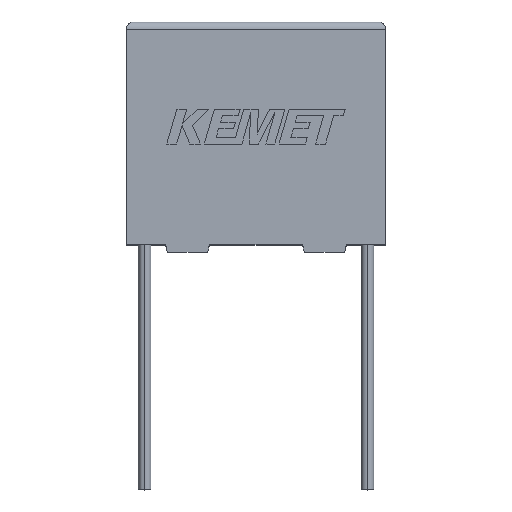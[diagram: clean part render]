
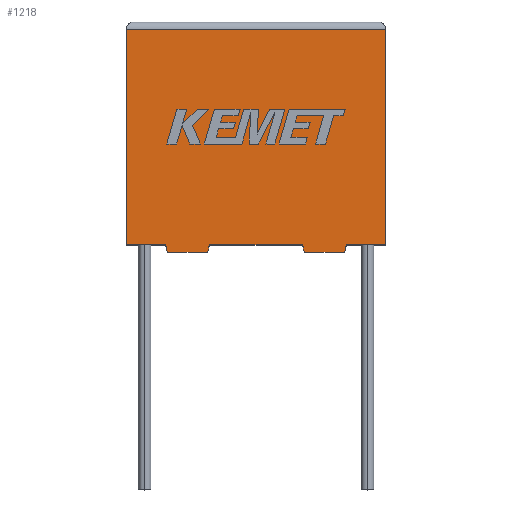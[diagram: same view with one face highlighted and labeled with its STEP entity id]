
A CAD part, top view. The second image highlights one B-rep face of the part: STEP entity #1218.
In plain terms, the highlighted planar face has unit normal (0, 0, 1).
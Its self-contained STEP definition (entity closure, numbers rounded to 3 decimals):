
#25 = CARTESIAN_POINT ( 'NONE',  ( 5.478, -0.5, 9.5 ) ) ;
#49 = PLANE ( 'NONE',  #2763 ) ;
#83 = CARTESIAN_POINT ( 'NONE',  ( 0., 0., 9.5 ) ) ;
#94 = CARTESIAN_POINT ( 'NONE',  ( 2.8, -0.5, 9.5 ) ) ;
#197 = VERTEX_POINT ( 'NONE', #2647 ) ;
#200 = DIRECTION ( 'NONE',  ( 1., 0., 0. ) ) ;
#253 = DIRECTION ( 'NONE',  ( 1., 0., 0. ) ) ;
#260 = VECTOR ( 'NONE', #832, 1000. ) ;
#266 = CARTESIAN_POINT ( 'NONE',  ( 2.65, 0., 9.5 ) ) ;
#278 = LINE ( 'NONE', #25, #3047 ) ;
#282 = LINE ( 'NONE', #1765, #2139 ) ;
#298 = DIRECTION ( 'NONE',  ( -1., 0., 0. ) ) ;
#360 = DIRECTION ( 'NONE',  ( -1., 0., 0. ) ) ;
#363 = CARTESIAN_POINT ( 'NONE',  ( 14.7, -0.5, 9.5 ) ) ;
#386 = CARTESIAN_POINT ( 'NONE',  ( 0., 14.5, 9.5 ) ) ;
#429 = CARTESIAN_POINT ( 'NONE',  ( 11.873, 0., 9.5 ) ) ;
#433 = LINE ( 'NONE', #1632, #3064 ) ;
#436 = CARTESIAN_POINT ( 'NONE',  ( 2.8, -0.5, 9.5 ) ) ;
#453 = ORIENTED_EDGE ( 'NONE', *, *, #620, .T. ) ;
#517 = EDGE_CURVE ( 'NONE', #1521, #2784, #282, .T. ) ;
#529 = EDGE_CURVE ( 'NONE', #2963, #2890, #1754, .T. ) ;
#564 = EDGE_CURVE ( 'NONE', #2374, #2119, #876, .T. ) ;
#620 = EDGE_CURVE ( 'NONE', #3228, #1521, #278, .T. ) ;
#630 = VECTOR ( 'NONE', #1943, 1000. ) ;
#825 = ORIENTED_EDGE ( 'NONE', *, *, #2141, .T. ) ;
#832 = DIRECTION ( 'NONE',  ( -1., 0., 0. ) ) ;
#861 = LINE ( 'NONE', #2183, #630 ) ;
#866 = FACE_OUTER_BOUND ( 'NONE', #2440, .T. ) ;
#876 = LINE ( 'NONE', #1050, #2641 ) ;
#908 = VECTOR ( 'NONE', #2862, 1000. ) ;
#1000 = EDGE_CURVE ( 'NONE', #2159, #2963, #1106, .T. ) ;
#1019 = LINE ( 'NONE', #386, #2122 ) ;
#1050 = CARTESIAN_POINT ( 'NONE',  ( 17.5, 0., 9.5 ) ) ;
#1079 = ORIENTED_EDGE ( 'NONE', *, *, #1722, .T. ) ;
#1100 = CARTESIAN_POINT ( 'NONE',  ( 17.5, 14.5, 9.5 ) ) ;
#1103 = VERTEX_POINT ( 'NONE', #1443 ) ;
#1106 = LINE ( 'NONE', #1470, #1703 ) ;
#1129 = CARTESIAN_POINT ( 'NONE',  ( 14.85, 0., 9.5 ) ) ;
#1217 = DIRECTION ( 'NONE',  ( 1., 0., 0. ) ) ;
#1218 = ADVANCED_FACE ( 'NONE', ( #866 ), #49, .F. ) ;
#1259 = CARTESIAN_POINT ( 'NONE',  ( 2.65, 0., 9.5 ) ) ;
#1278 = ORIENTED_EDGE ( 'NONE', *, *, #529, .T. ) ;
#1290 = DIRECTION ( 'NONE',  ( 0., 1., 0. ) ) ;
#1301 = EDGE_CURVE ( 'NONE', #1103, #2784, #3111, .T. ) ;
#1304 = VECTOR ( 'NONE', #1791, 1000. ) ;
#1325 = LINE ( 'NONE', #2604, #260 ) ;
#1370 = CARTESIAN_POINT ( 'NONE',  ( 12.023, -0.5, 9.5 ) ) ;
#1430 = EDGE_CURVE ( 'NONE', #197, #2266, #2629, .T. ) ;
#1443 = CARTESIAN_POINT ( 'NONE',  ( 12.023, -0.5, 9.5 ) ) ;
#1470 = CARTESIAN_POINT ( 'NONE',  ( 0., 0., 9.5 ) ) ;
#1521 = VERTEX_POINT ( 'NONE', #3044 ) ;
#1548 = ORIENTED_EDGE ( 'NONE', *, *, #564, .T. ) ;
#1561 = CARTESIAN_POINT ( 'NONE',  ( 0., 14.5, 9.5 ) ) ;
#1632 = CARTESIAN_POINT ( 'NONE',  ( 0., 0., 9.5 ) ) ;
#1703 = VECTOR ( 'NONE', #200, 1000. ) ;
#1722 = EDGE_CURVE ( 'NONE', #2119, #2314, #1019, .T. ) ;
#1754 = LINE ( 'NONE', #1259, #2291 ) ;
#1765 = CARTESIAN_POINT ( 'NONE',  ( 0., 0., 9.5 ) ) ;
#1787 = EDGE_CURVE ( 'NONE', #2314, #2159, #861, .T. ) ;
#1791 = DIRECTION ( 'NONE',  ( -0.287, -0.958, 0. ) ) ;
#1901 = CARTESIAN_POINT ( 'NONE',  ( 17.5, 0., 9.5 ) ) ;
#1938 = ORIENTED_EDGE ( 'NONE', *, *, #3215, .T. ) ;
#1943 = DIRECTION ( 'NONE',  ( 0., -1., 0. ) ) ;
#2119 = VERTEX_POINT ( 'NONE', #1100 ) ;
#2122 = VECTOR ( 'NONE', #360, 1000. ) ;
#2135 = DIRECTION ( 'NONE',  ( 1., 0., 0. ) ) ;
#2139 = VECTOR ( 'NONE', #253, 1000. ) ;
#2141 = EDGE_CURVE ( 'NONE', #197, #2374, #433, .T. ) ;
#2159 = VERTEX_POINT ( 'NONE', #2203 ) ;
#2183 = CARTESIAN_POINT ( 'NONE',  ( 0., 0., 9.5 ) ) ;
#2197 = CARTESIAN_POINT ( 'NONE',  ( 5.478, -0.5, 9.5 ) ) ;
#2203 = CARTESIAN_POINT ( 'NONE',  ( 0., 0., 9.5 ) ) ;
#2239 = DIRECTION ( 'NONE',  ( 0.287, -0.958, 0. ) ) ;
#2266 = VERTEX_POINT ( 'NONE', #363 ) ;
#2291 = VECTOR ( 'NONE', #2239, 1000. ) ;
#2314 = VERTEX_POINT ( 'NONE', #1561 ) ;
#2338 = ORIENTED_EDGE ( 'NONE', *, *, #2689, .F. ) ;
#2374 = VERTEX_POINT ( 'NONE', #1901 ) ;
#2433 = ORIENTED_EDGE ( 'NONE', *, *, #517, .T. ) ;
#2440 = EDGE_LOOP ( 'NONE', ( #1548, #1079, #2553, #3042, #1278, #1938, #453, #2433, #3098, #2338, #2918, #825 ) ) ;
#2553 = ORIENTED_EDGE ( 'NONE', *, *, #1787, .T. ) ;
#2604 = CARTESIAN_POINT ( 'NONE',  ( 14.7, -0.5, 9.5 ) ) ;
#2629 = LINE ( 'NONE', #1129, #1304 ) ;
#2641 = VECTOR ( 'NONE', #1290, 1000. ) ;
#2647 = CARTESIAN_POINT ( 'NONE',  ( 14.85, 0., 9.5 ) ) ;
#2654 = VECTOR ( 'NONE', #1217, 1000. ) ;
#2689 = EDGE_CURVE ( 'NONE', #2266, #1103, #1325, .T. ) ;
#2699 = LINE ( 'NONE', #436, #2654 ) ;
#2763 = AXIS2_PLACEMENT_3D ( 'NONE', #83, #3056, #298 ) ;
#2784 = VERTEX_POINT ( 'NONE', #429 ) ;
#2862 = DIRECTION ( 'NONE',  ( -0.287, 0.958, 0. ) ) ;
#2890 = VERTEX_POINT ( 'NONE', #94 ) ;
#2918 = ORIENTED_EDGE ( 'NONE', *, *, #1430, .F. ) ;
#2963 = VERTEX_POINT ( 'NONE', #266 ) ;
#3042 = ORIENTED_EDGE ( 'NONE', *, *, #1000, .T. ) ;
#3044 = CARTESIAN_POINT ( 'NONE',  ( 5.628, 0., 9.5 ) ) ;
#3047 = VECTOR ( 'NONE', #3055, 1000. ) ;
#3055 = DIRECTION ( 'NONE',  ( 0.287, 0.958, 0. ) ) ;
#3056 = DIRECTION ( 'NONE',  ( 0., 0., -1. ) ) ;
#3064 = VECTOR ( 'NONE', #2135, 1000. ) ;
#3098 = ORIENTED_EDGE ( 'NONE', *, *, #1301, .F. ) ;
#3111 = LINE ( 'NONE', #1370, #908 ) ;
#3215 = EDGE_CURVE ( 'NONE', #2890, #3228, #2699, .T. ) ;
#3228 = VERTEX_POINT ( 'NONE', #2197 ) ;
